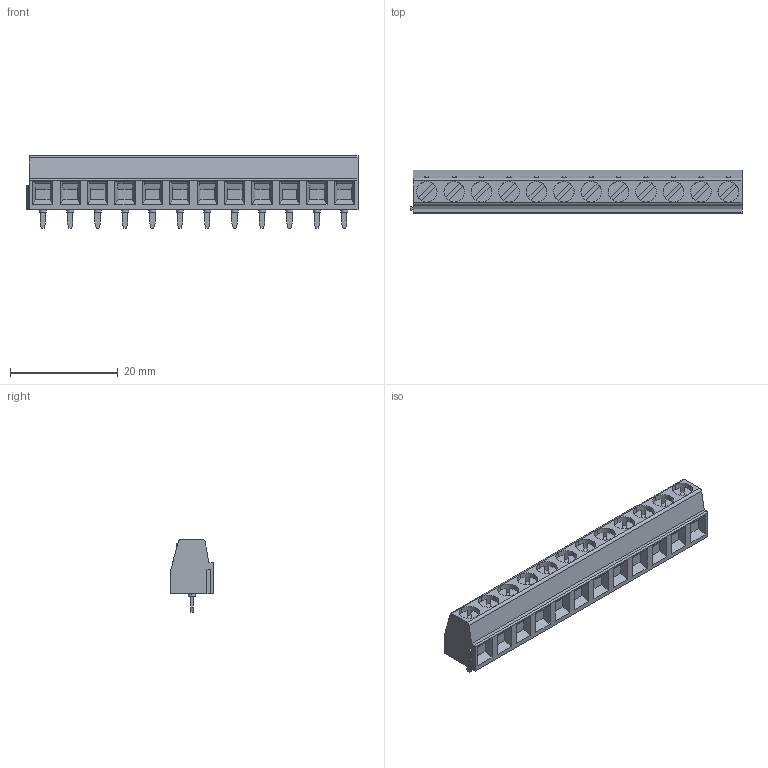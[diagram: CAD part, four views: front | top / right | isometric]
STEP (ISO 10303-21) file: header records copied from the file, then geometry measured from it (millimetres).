
FILE_DESCRIPTION((''),'2;1');
FILE_NAME('PHOENIX_1729225.stp','2013-02-26T12:56:53',(''),(''),'Mechanical Desktop 2011','Mechanical Desktop 2011',', , ');
FILE_SCHEMA(('AUTOMOTIVE_DESIGN { 1 2 10303 214 1 1 1 1 }'));
Length unit declared in the file: millimetre
Products named in the file (1): Product
Bounding box: 61.53 x 8.1 x 13.5 mm (x, y, z)
Volume: 3959.1 mm3; surface area: 3599.5 mm2
Topology: 49 solids, 49 shells, 568 faces, 1254 edges, 824 vertices
Faces by surface type: plane 366, cylinder 106, bspline 72, cone 12, sphere 12
Entity records: 15514 total; most frequent: CARTESIAN_POINT 2911, DIRECTION 2508, ORIENTED_EDGE 2508, EDGE_CURVE 1254, VECTOR 946, LINE 946, VERTEX_POINT 824, AXIS2_PLACEMENT_3D 781
